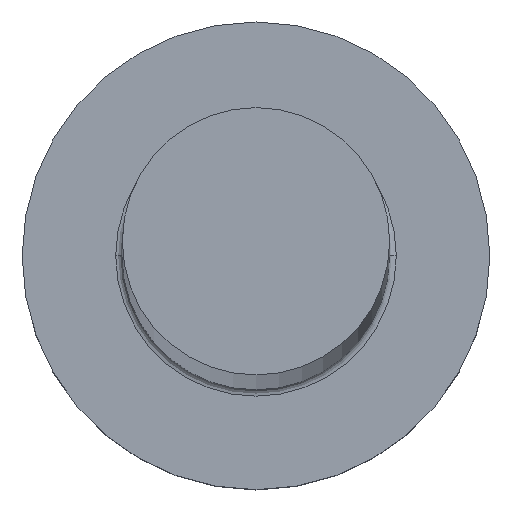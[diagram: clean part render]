
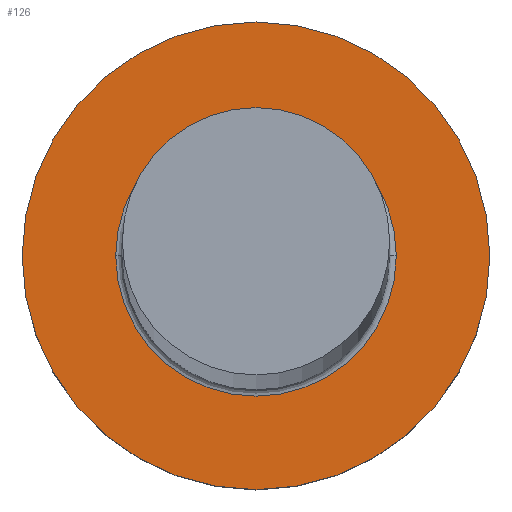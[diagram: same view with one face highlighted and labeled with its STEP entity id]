
A CAD part, top view. The second image highlights one B-rep face of the part: STEP entity #126.
In plain terms, the highlighted planar face has unit normal (0, 0, 1).
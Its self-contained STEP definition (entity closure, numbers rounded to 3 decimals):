
#7 = CARTESIAN_POINT ( 'NONE',  ( 0., 0., 5. ) ) ;
#10 = AXIS2_PLACEMENT_3D ( 'NONE', #128, #106, #66 ) ;
#13 = CARTESIAN_POINT ( 'NONE',  ( 0., 0., 5. ) ) ;
#15 = DIRECTION ( 'NONE',  ( 0., 0., 1. ) ) ;
#19 = DIRECTION ( 'NONE',  ( 1., 0., 0. ) ) ;
#43 = EDGE_CURVE ( 'NONE', #144, #46, #140, .T. ) ;
#46 = VERTEX_POINT ( 'NONE', #83 ) ;
#53 = ORIENTED_EDGE ( 'NONE', *, *, #215, .T. ) ;
#55 = CIRCLE ( 'NONE', #120, 7. ) ;
#65 = DIRECTION ( 'NONE',  ( 0., 0., -1. ) ) ;
#66 = DIRECTION ( 'NONE',  ( 1., 0., 0. ) ) ;
#67 = CARTESIAN_POINT ( 'NONE',  ( -7., 0., 5. ) ) ;
#83 = CARTESIAN_POINT ( 'NONE',  ( 4.2, 0., 5. ) ) ;
#93 = EDGE_CURVE ( 'NONE', #46, #144, #259, .T. ) ;
#95 = AXIS2_PLACEMENT_3D ( 'NONE', #7, #100, #19 ) ;
#100 = DIRECTION ( 'NONE',  ( 0., 0., 1. ) ) ;
#106 = DIRECTION ( 'NONE',  ( 0., 0., -1. ) ) ;
#107 = DIRECTION ( 'NONE',  ( 1., 0., 0. ) ) ;
#120 = AXIS2_PLACEMENT_3D ( 'NONE', #13, #225, #199 ) ;
#124 = CARTESIAN_POINT ( 'NONE',  ( -4.2, 0., 5. ) ) ;
#126 = ADVANCED_FACE ( 'NONE', ( #274, #227 ), #151, .T. ) ;
#128 = CARTESIAN_POINT ( 'NONE',  ( 0., 0., 5. ) ) ;
#133 = EDGE_CURVE ( 'NONE', #189, #142, #55, .T. ) ;
#140 = CIRCLE ( 'NONE', #10, 4.2 ) ;
#142 = VERTEX_POINT ( 'NONE', #67 ) ;
#144 = VERTEX_POINT ( 'NONE', #124 ) ;
#151 = PLANE ( 'NONE',  #268 ) ;
#156 = DIRECTION ( 'NONE',  ( 1., 0., 0. ) ) ;
#161 = CIRCLE ( 'NONE', #95, 7. ) ;
#189 = VERTEX_POINT ( 'NONE', #291 ) ;
#190 = EDGE_LOOP ( 'NONE', ( #243, #200 ) ) ;
#199 = DIRECTION ( 'NONE',  ( 1., 0., 0. ) ) ;
#200 = ORIENTED_EDGE ( 'NONE', *, *, #43, .T. ) ;
#215 = EDGE_CURVE ( 'NONE', #142, #189, #161, .T. ) ;
#225 = DIRECTION ( 'NONE',  ( 0., 0., 1. ) ) ;
#227 = FACE_OUTER_BOUND ( 'NONE', #273, .T. ) ;
#243 = ORIENTED_EDGE ( 'NONE', *, *, #93, .T. ) ;
#251 = CARTESIAN_POINT ( 'NONE',  ( 0., 0., 5. ) ) ;
#252 = ORIENTED_EDGE ( 'NONE', *, *, #133, .T. ) ;
#253 = CARTESIAN_POINT ( 'NONE',  ( 0., 0., 5. ) ) ;
#259 = CIRCLE ( 'NONE', #289, 4.2 ) ;
#268 = AXIS2_PLACEMENT_3D ( 'NONE', #253, #15, #107 ) ;
#273 = EDGE_LOOP ( 'NONE', ( #53, #252 ) ) ;
#274 = FACE_BOUND ( 'NONE', #190, .T. ) ;
#289 = AXIS2_PLACEMENT_3D ( 'NONE', #251, #65, #156 ) ;
#291 = CARTESIAN_POINT ( 'NONE',  ( 7., 0., 5. ) ) ;
